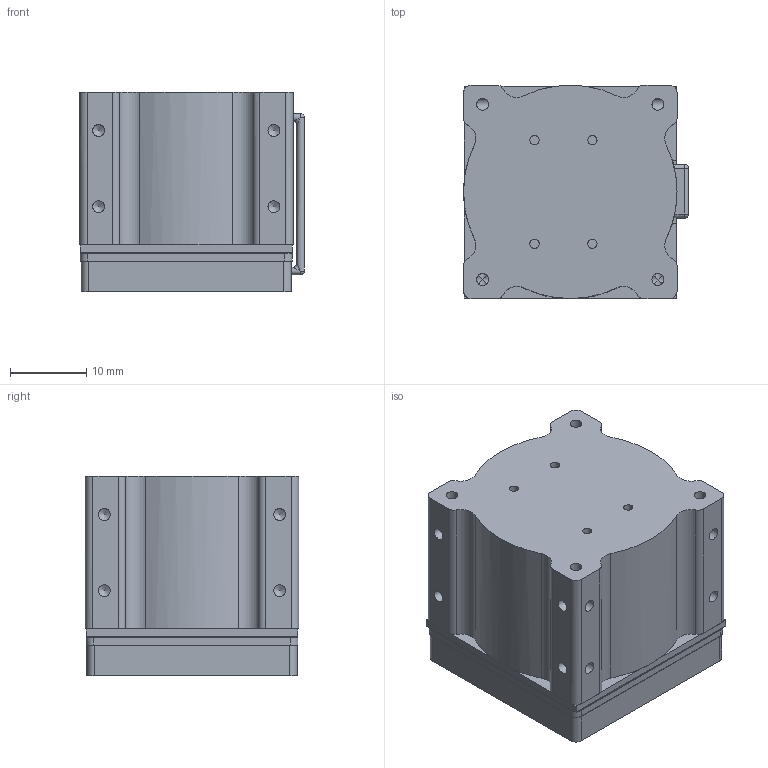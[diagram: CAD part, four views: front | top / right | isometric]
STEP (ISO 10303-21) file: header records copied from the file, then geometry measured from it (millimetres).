
FILE_DESCRIPTION(/* description */ (''),/* implementation_level */ '2;1');
FILE_NAME(/* name */ 'CubeWheelS.stp',/* time_stamp */ '2017-11-16T10:05:08+02:00',/* author */ ('CubeMike'),/* organization */ (''),/* preprocessor_version */ 'ST-DEVELOPER v16.13',/* originating_system */ 'Autodesk Inventor 2018',/* authorisation */ '');
FILE_SCHEMA (('AUTOMOTIVE_DESIGN { 1 0 10303 214 3 1 1 }'));
Length unit declared in the file: millimetre
Products named in the file (1): Assembly86_Shrinkwrap_1
Bounding box: 29.5 x 28 x 26.13 mm (x, y, z)
Volume: 5183.8 mm3; surface area: 8842.8 mm2
Topology: 3 solids, 3 shells, 260 faces, 715 edges, 453 vertices
Faces by surface type: plane 122, cylinder 114, cone 16, bspline 4, sphere 4
Full cylindrical faces by diameter (mm): 1.221 x4, 1.5 x3, 1.567 x28, 2.1 x12, 2.3 x4, 26.966 x1
Entity records: 8190 total; most frequent: CARTESIAN_POINT 1560, DIRECTION 1390, ORIENTED_EDGE 1198, EDGE_CURVE 599, AXIS2_PLACEMENT_3D 550, VERTEX_POINT 411, EDGE_LOOP 366, LINE 290
